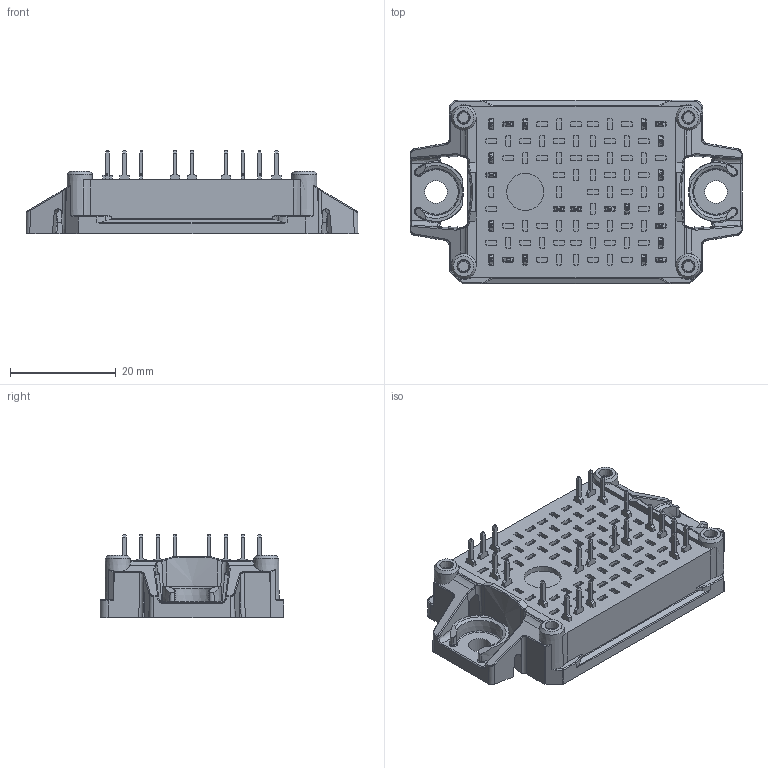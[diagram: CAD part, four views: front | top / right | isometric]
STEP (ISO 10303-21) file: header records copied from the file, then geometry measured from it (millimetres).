
FILE_DESCRIPTION(/* description */ ('Unknown'),/* implementation_level */ '2;1');
FILE_NAME(/* name */ 'FlowE1-4T12Z-L850(220)-02-OL',/* time_stamp */ '2025-05-20T10:20:38+02:00',/* author */ ('Unknown'),/* organization */ ('Unknown'),/* preprocessor_version */ 'ST-DEVELOPER v18.104',/* originating_system */ 'Solid Edge',/* authorisation */ 'Unknown');
FILE_SCHEMA (('AUTOMOTIVE_DESIGN {1 0 10303 214 3 1 1}'));
Products named in the file (1): FlowE1-4T12Z-L850-OL
Bounding box: 62.8 x 34.78 x 15.88 mm (x, y, z)
Volume: 15476 mm3; surface area: 8180.7 mm2
Topology: 1 solids, 1 shells, 2592 faces, 6557 edges, 4064 vertices
Faces by surface type: plane 1291, cylinder 723, cone 422, bspline 118, torus 24, sphere 14
Full cylindrical faces by diameter (mm): 4.3 x2, 7 x1
Entity records: 96516 total; most frequent: CARTESIAN_POINT 15886, DIRECTION 13196, ORIENTED_EDGE 13012, EDGE_CURVE 6506, AXIS2_PLACEMENT_3D 4537, LINE 4122, VECTOR 4122, VERTEX_POINT 4056
